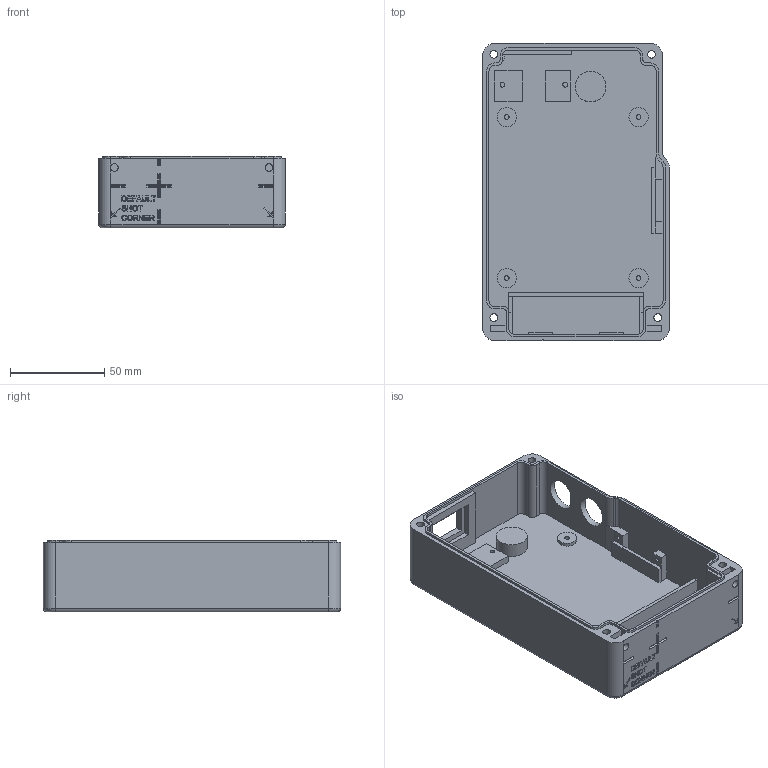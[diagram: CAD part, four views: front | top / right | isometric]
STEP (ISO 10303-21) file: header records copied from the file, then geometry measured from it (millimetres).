
FILE_DESCRIPTION(/* description */ (''),/* implementation_level */ '2;1');
FILE_NAME(/* name */ 'Caveatron Rev C Base v16.step',/* time_stamp */ '2022-12-09T20:39:51-06:00',/* author */ (''),/* organization */ (''),/* preprocessor_version */ 'ST-DEVELOPER v19.2',/* originating_system */ 'Autodesk Translation Framework v11.17.0.187',/* authorisation */ '');
FILE_SCHEMA (('AUTOMOTIVE_DESIGN { 1 0 10303 214 3 1 1 }'));
Length unit declared in the file: inch
Products named in the file (1): Caveatron Rev C Base
Bounding box: 98.81 x 157.48 x 38.1 mm (x, y, z)
Volume: 141829.8 mm3; surface area: 73368.5 mm2
Topology: 1 solids, 1 shells, 891 faces, 2435 edges, 1614 vertices
Faces by surface type: plane 483, bspline 331, cylinder 66, torus 6, cone 5
Full cylindrical faces by diameter (mm): 2.032 x2, 2.54 x6, 4.064 x6, 7.62 x4, 10.16 x4, 16.256 x2
Entity records: 31108 total; most frequent: CARTESIAN_POINT 10603, ORIENTED_EDGE 4870, DIRECTION 3047, EDGE_CURVE 2435, VERTEX_POINT 1614, LINE 1611, VECTOR 1611, EDGE_LOOP 977
